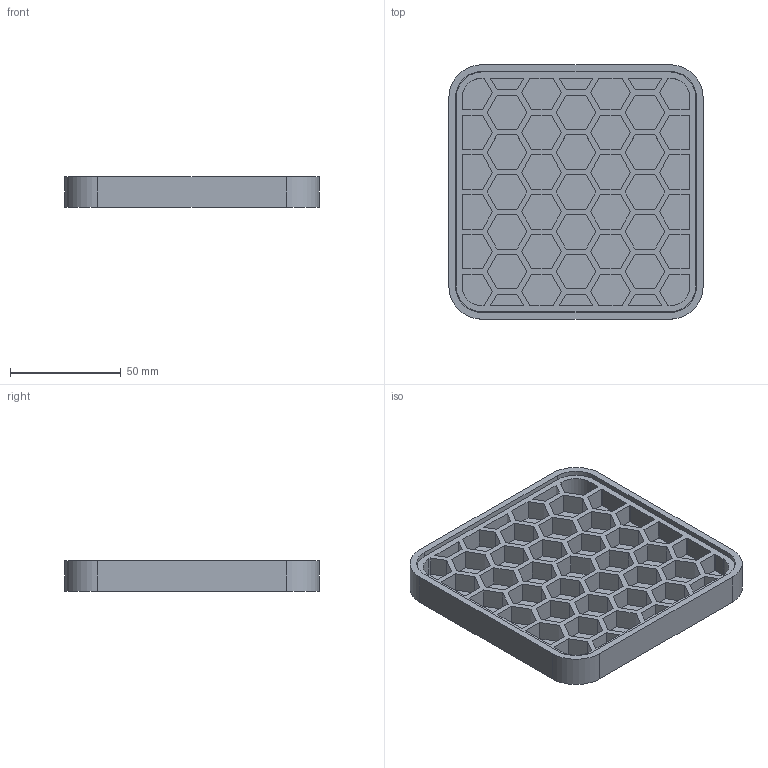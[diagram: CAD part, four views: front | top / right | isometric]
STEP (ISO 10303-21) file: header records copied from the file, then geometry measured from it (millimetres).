
FILE_DESCRIPTION(/* description */ (''),/* implementation_level */ '2;1');
FILE_NAME(/* name */ 'Half-Gallon Mason Jar Coaster.step',/* time_stamp */ '2024-10-08T14:11:04-05:00',/* author */ (''),/* organization */ (''),/* preprocessor_version */ 'ST-DEVELOPER v20',/* originating_system */ 'Autodesk Translation Framework v13.20.0.188',/* authorisation */ '');
FILE_SCHEMA (('AUTOMOTIVE_DESIGN { 1 0 10303 214 3 1 1 }'));
Length unit declared in the file: millimetre
Products named in the file (1): (Unsaved)
Bounding box: 115 x 115 x 14 mm (x, y, z)
Volume: 85614.8 mm3; surface area: 68068.6 mm2
Topology: 2 solids, 2 shells, 299 faces, 882 edges, 588 vertices
Faces by surface type: plane 283, cylinder 16
Entity records: 10014 total; most frequent: CARTESIAN_POINT 1770, ORIENTED_EDGE 1764, DIRECTION 1514, EDGE_CURVE 882, LINE 850, VECTOR 850, VERTEX_POINT 588, EDGE_LOOP 390
